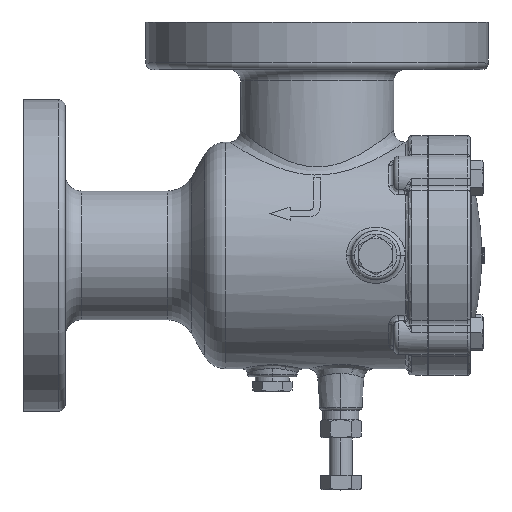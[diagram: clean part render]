
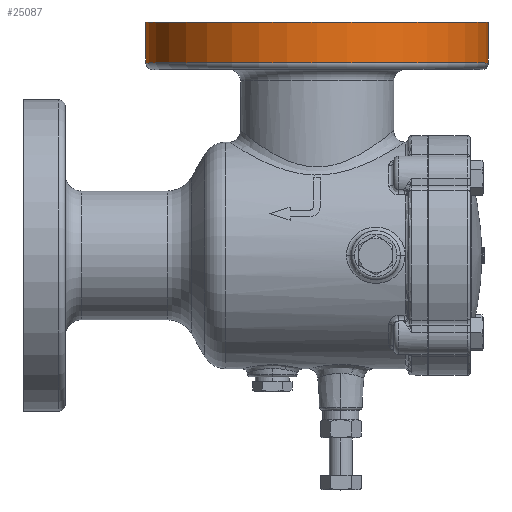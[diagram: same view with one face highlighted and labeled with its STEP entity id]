
A CAD part, top view. The second image highlights one B-rep face of the part: STEP entity #25087.
In plain terms, the highlighted cylindrical face has radius 105 mm (diameter 210 mm), a partial arc.
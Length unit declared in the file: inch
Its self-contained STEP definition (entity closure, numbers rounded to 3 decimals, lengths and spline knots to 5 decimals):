
#113 = EDGE_CURVE ( 'NONE', #32700, #38511, #7999, .T. ) ;
#893 = DIRECTION ( 'NONE',  ( -1., 0., 0. ) ) ;
#2043 = AXIS2_PLACEMENT_3D ( 'NONE', #39787, #36540, #23828 ) ;
#3075 = ORIENTED_EDGE ( 'NONE', *, *, #113, .T. ) ;
#3210 = VECTOR ( 'NONE', #27940, 39.37008 ) ;
#3993 = ORIENTED_EDGE ( 'NONE', *, *, #12496, .F. ) ;
#4007 = ORIENTED_EDGE ( 'NONE', *, *, #36323, .T. ) ;
#7999 = CIRCLE ( 'NONE', #31723, 4.13386 ) ;
#9661 = CARTESIAN_POINT ( 'NONE',  ( 4.13386, 5.62992, 0. ) ) ;
#10071 = ORIENTED_EDGE ( 'NONE', *, *, #34154, .F. ) ;
#12496 = EDGE_CURVE ( 'NONE', #32700, #38280, #41672, .T. ) ;
#15331 = AXIS2_PLACEMENT_3D ( 'NONE', #39598, #20268, #893 ) ;
#16433 = CARTESIAN_POINT ( 'NONE',  ( 4.13386, 4.64567, 0. ) ) ;
#20268 = DIRECTION ( 'NONE',  ( 0., 1., 0. ) ) ;
#23828 = DIRECTION ( 'NONE',  ( -1., 0., 0. ) ) ;
#24698 = CARTESIAN_POINT ( 'NONE',  ( 4.13386, 5.62992, 0. ) ) ;
#25087 = ADVANCED_FACE ( 'NONE', ( #41615 ), #28961, .T. ) ;
#25329 = DIRECTION ( 'NONE',  ( -1., 0., 0. ) ) ;
#26060 = DIRECTION ( 'NONE',  ( 0., 1., 0. ) ) ;
#27420 = CARTESIAN_POINT ( 'NONE',  ( 0., 4.64567, 0. ) ) ;
#27940 = DIRECTION ( 'NONE',  ( 0., 1., 0. ) ) ;
#28961 = CYLINDRICAL_SURFACE ( 'NONE', #2043, 4.13386 ) ;
#29457 = CARTESIAN_POINT ( 'NONE',  ( -4.13386, 4.64567, 0. ) ) ;
#29512 = VERTEX_POINT ( 'NONE', #9661 ) ;
#31723 = AXIS2_PLACEMENT_3D ( 'NONE', #27420, #26060, #25329 ) ;
#32700 = VERTEX_POINT ( 'NONE', #29457 ) ;
#33048 = VECTOR ( 'NONE', #40486, 39.37008 ) ;
#34154 = EDGE_CURVE ( 'NONE', #38280, #29512, #38525, .T. ) ;
#34817 = CARTESIAN_POINT ( 'NONE',  ( -4.13386, 5.62992, 0. ) ) ;
#36323 = EDGE_CURVE ( 'NONE', #38511, #29512, #37554, .T. ) ;
#36540 = DIRECTION ( 'NONE',  ( 0., 1., 0. ) ) ;
#37207 = CARTESIAN_POINT ( 'NONE',  ( -4.13386, 5.62992, 0. ) ) ;
#37554 = LINE ( 'NONE', #24698, #3210 ) ;
#38280 = VERTEX_POINT ( 'NONE', #34817 ) ;
#38511 = VERTEX_POINT ( 'NONE', #16433 ) ;
#38525 = CIRCLE ( 'NONE', #15331, 4.13386 ) ;
#39598 = CARTESIAN_POINT ( 'NONE',  ( 0., 5.62992, 0. ) ) ;
#39787 = CARTESIAN_POINT ( 'NONE',  ( 0., 5.62992, 0. ) ) ;
#40435 = EDGE_LOOP ( 'NONE', ( #3075, #4007, #10071, #3993 ) ) ;
#40486 = DIRECTION ( 'NONE',  ( 0., 1., 0. ) ) ;
#41615 = FACE_OUTER_BOUND ( 'NONE', #40435, .T. ) ;
#41672 = LINE ( 'NONE', #37207, #33048 ) ;
